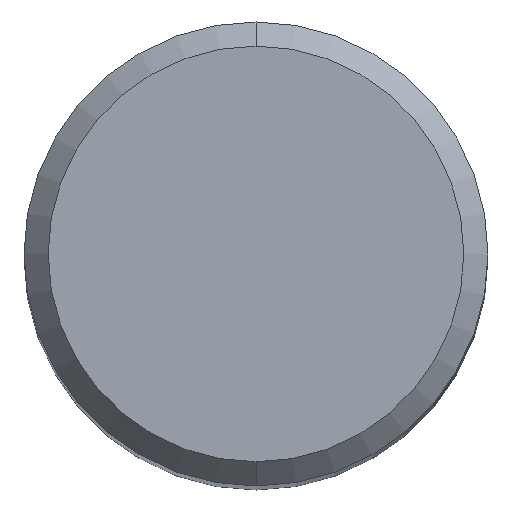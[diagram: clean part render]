
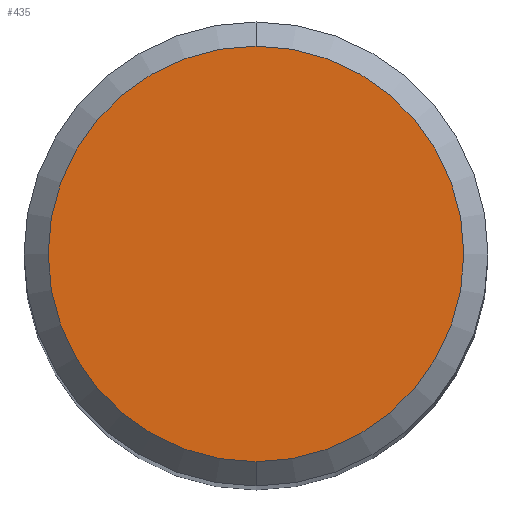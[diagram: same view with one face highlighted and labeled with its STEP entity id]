
A CAD part, top view. The second image highlights one B-rep face of the part: STEP entity #435.
In plain terms, the highlighted planar face has unit normal (0, 0, 1).
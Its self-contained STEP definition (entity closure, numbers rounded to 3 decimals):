
#431=VERTEX_POINT('',#841);
#435=ADVANCED_FACE('',(#846),#847,.T.);
#451=EDGE_CURVE('',#431,#525,#863,.T.);
#503=EDGE_CURVE('',#525,#431,#918,.T.);
#525=VERTEX_POINT('',#944);
#841=CARTESIAN_POINT('',(0.,-4.3,0.0));
#846=FACE_OUTER_BOUND('',#1501,.T.);
#847=PLANE('',#1502);
#863=CIRCLE('',#1523,4.3);
#918=CIRCLE('',#1624,4.3);
#944=CARTESIAN_POINT('',(0.0,4.3,0.0));
#1501=EDGE_LOOP('',(#2072,#2073));
#1502=AXIS2_PLACEMENT_3D('',#2074,#2075,#2076);
#1523=AXIS2_PLACEMENT_3D('',#2083,#2084,#2085);
#1624=AXIS2_PLACEMENT_3D('',#2133,#2134,#2135);
#2072=ORIENTED_EDGE('',*,*,#503,.F.);
#2073=ORIENTED_EDGE('',*,*,#451,.F.);
#2074=CARTESIAN_POINT('',(0.0,2.15,0.0));
#2075=DIRECTION('',(-0.0,0.0,1.0));
#2076=DIRECTION('',(0.0,-1.0,0.0));
#2083=CARTESIAN_POINT('',(0.0,0.0,0.0));
#2084=DIRECTION('',(0.0,0.0,-1.0));
#2085=DIRECTION('',(0.0,1.0,0.0));
#2133=CARTESIAN_POINT('',(0.0,0.0,0.0));
#2134=DIRECTION('',(0.0,0.0,-1.0));
#2135=DIRECTION('',(0.0,1.0,0.0));
